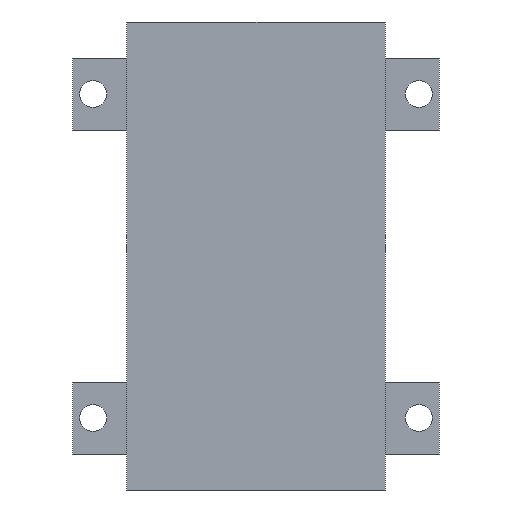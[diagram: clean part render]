
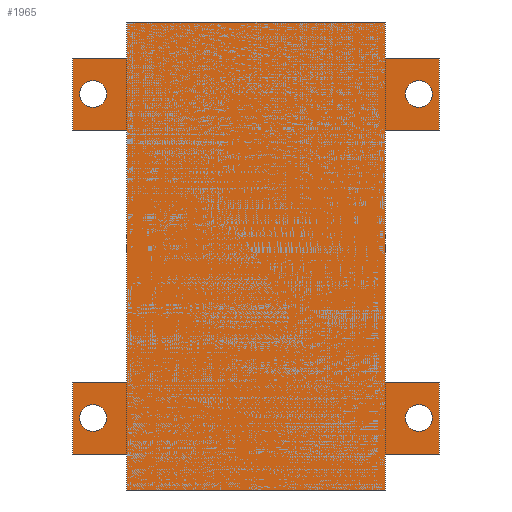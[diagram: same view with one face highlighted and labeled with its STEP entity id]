
A CAD part, front view. The second image highlights one B-rep face of the part: STEP entity #1965.
In plain terms, the highlighted planar face has unit normal (0, -1, 0).
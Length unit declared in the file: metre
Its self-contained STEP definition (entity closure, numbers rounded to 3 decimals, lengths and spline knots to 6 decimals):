
#24=CIRCLE('',#2121,0.0015);
#25=CIRCLE('',#2122,0.0015);
#26=CIRCLE('',#2123,0.0015);
#27=CIRCLE('',#2124,0.0015);
#173=ORIENTED_EDGE('',*,*,#670,.T.);
#174=ORIENTED_EDGE('',*,*,#701,.F.);
#175=ORIENTED_EDGE('',*,*,#702,.F.);
#176=ORIENTED_EDGE('',*,*,#703,.T.);
#177=ORIENTED_EDGE('',*,*,#678,.T.);
#178=ORIENTED_EDGE('',*,*,#704,.F.);
#179=ORIENTED_EDGE('',*,*,#705,.T.);
#180=ORIENTED_EDGE('',*,*,#706,.T.);
#181=ORIENTED_EDGE('',*,*,#674,.T.);
#182=ORIENTED_EDGE('',*,*,#698,.T.);
#183=ORIENTED_EDGE('',*,*,#682,.F.);
#184=ORIENTED_EDGE('',*,*,#707,.F.);
#185=ORIENTED_EDGE('',*,*,#708,.F.);
#186=ORIENTED_EDGE('',*,*,#709,.T.);
#187=ORIENTED_EDGE('',*,*,#690,.F.);
#188=ORIENTED_EDGE('',*,*,#710,.F.);
#189=ORIENTED_EDGE('',*,*,#711,.T.);
#190=ORIENTED_EDGE('',*,*,#712,.T.);
#191=ORIENTED_EDGE('',*,*,#686,.F.);
#192=ORIENTED_EDGE('',*,*,#699,.F.);
#193=ORIENTED_EDGE('',*,*,#713,.T.);
#194=ORIENTED_EDGE('',*,*,#714,.F.);
#195=ORIENTED_EDGE('',*,*,#715,.T.);
#196=ORIENTED_EDGE('',*,*,#716,.F.);
#670=EDGE_CURVE('',#941,#939,#1142,.T.);
#674=EDGE_CURVE('',#945,#944,#1146,.T.);
#678=EDGE_CURVE('',#949,#948,#1150,.T.);
#682=EDGE_CURVE('',#951,#953,#1154,.T.);
#686=EDGE_CURVE('',#956,#957,#1158,.T.);
#690=EDGE_CURVE('',#960,#961,#1162,.T.);
#698=EDGE_CURVE('',#944,#953,#1170,.T.);
#699=EDGE_CURVE('',#941,#956,#1171,.T.);
#701=EDGE_CURVE('',#967,#939,#1173,.T.);
#702=EDGE_CURVE('',#968,#967,#1174,.T.);
#703=EDGE_CURVE('',#968,#949,#1175,.T.);
#704=EDGE_CURVE('',#969,#948,#1176,.T.);
#705=EDGE_CURVE('',#969,#970,#1177,.T.);
#706=EDGE_CURVE('',#970,#945,#1178,.T.);
#707=EDGE_CURVE('',#971,#951,#1179,.T.);
#708=EDGE_CURVE('',#972,#971,#1180,.T.);
#709=EDGE_CURVE('',#972,#961,#1181,.T.);
#710=EDGE_CURVE('',#973,#960,#1182,.T.);
#711=EDGE_CURVE('',#973,#974,#1183,.T.);
#712=EDGE_CURVE('',#974,#957,#1184,.T.);
#713=EDGE_CURVE('',#975,#975,#24,.F.);
#714=EDGE_CURVE('',#976,#976,#25,.F.);
#715=EDGE_CURVE('',#977,#977,#26,.F.);
#716=EDGE_CURVE('',#978,#978,#27,.F.);
#939=VERTEX_POINT('',#2864);
#941=VERTEX_POINT('',#2867);
#944=VERTEX_POINT('',#2873);
#945=VERTEX_POINT('',#2875);
#948=VERTEX_POINT('',#2881);
#949=VERTEX_POINT('',#2883);
#951=VERTEX_POINT('',#2889);
#953=VERTEX_POINT('',#2892);
#956=VERTEX_POINT('',#2898);
#957=VERTEX_POINT('',#2900);
#960=VERTEX_POINT('',#2906);
#961=VERTEX_POINT('',#2908);
#967=VERTEX_POINT('',#2928);
#968=VERTEX_POINT('',#2930);
#969=VERTEX_POINT('',#2933);
#970=VERTEX_POINT('',#2935);
#971=VERTEX_POINT('',#2938);
#972=VERTEX_POINT('',#2940);
#973=VERTEX_POINT('',#2943);
#974=VERTEX_POINT('',#2945);
#975=VERTEX_POINT('',#2948);
#976=VERTEX_POINT('',#2950);
#977=VERTEX_POINT('',#2952);
#978=VERTEX_POINT('',#2954);
#1142=LINE('',#2866,#1400);
#1146=LINE('',#2874,#1404);
#1150=LINE('',#2882,#1408);
#1154=LINE('',#2891,#1412);
#1158=LINE('',#2899,#1416);
#1162=LINE('',#2907,#1420);
#1170=LINE('',#2922,#1428);
#1171=LINE('',#2924,#1429);
#1173=LINE('',#2927,#1431);
#1174=LINE('',#2929,#1432);
#1175=LINE('',#2931,#1433);
#1176=LINE('',#2932,#1434);
#1177=LINE('',#2934,#1435);
#1178=LINE('',#2936,#1436);
#1179=LINE('',#2937,#1437);
#1180=LINE('',#2939,#1438);
#1181=LINE('',#2941,#1439);
#1182=LINE('',#2942,#1440);
#1183=LINE('',#2944,#1441);
#1184=LINE('',#2946,#1442);
#1400=VECTOR('',#2319,1.);
#1404=VECTOR('',#2323,1.);
#1408=VECTOR('',#2327,1.);
#1412=VECTOR('',#2333,1.);
#1416=VECTOR('',#2337,1.);
#1420=VECTOR('',#2341,1.);
#1428=VECTOR('',#2351,1.);
#1429=VECTOR('',#2354,1.);
#1431=VECTOR('',#2358,1.);
#1432=VECTOR('',#2359,1.);
#1433=VECTOR('',#2360,1.);
#1434=VECTOR('',#2361,1.);
#1435=VECTOR('',#2362,1.);
#1436=VECTOR('',#2363,1.);
#1437=VECTOR('',#2364,1.);
#1438=VECTOR('',#2365,1.);
#1439=VECTOR('',#2366,1.);
#1440=VECTOR('',#2367,1.);
#1441=VECTOR('',#2368,1.);
#1442=VECTOR('',#2369,1.);
#1627=EDGE_LOOP('',(#173,#174,#175,#176,#177,#178,#179,#180,#181,#182,#183,
#184,#185,#186,#187,#188,#189,#190,#191,#192));
#1628=EDGE_LOOP('',(#193));
#1629=EDGE_LOOP('',(#194));
#1630=EDGE_LOOP('',(#195));
#1631=EDGE_LOOP('',(#196));
#1749=FACE_BOUND('',#1627,.T.);
#1750=FACE_BOUND('',#1628,.T.);
#1751=FACE_BOUND('',#1629,.T.);
#1752=FACE_BOUND('',#1630,.T.);
#1753=FACE_BOUND('',#1631,.T.);
#1871=PLANE('',#2120);
#1965=ADVANCED_FACE('',(#1749,#1750,#1751,#1752,#1753),#1871,.F.);
#2120=AXIS2_PLACEMENT_3D('',#2926,#2356,#2357);
#2121=AXIS2_PLACEMENT_3D('',#2947,#2370,#2371);
#2122=AXIS2_PLACEMENT_3D('',#2949,#2372,#2373);
#2123=AXIS2_PLACEMENT_3D('',#2951,#2374,#2375);
#2124=AXIS2_PLACEMENT_3D('',#2953,#2376,#2377);
#2319=DIRECTION('',(0.,0.,1.));
#2323=DIRECTION('',(0.,0.,1.));
#2327=DIRECTION('',(0.,0.,1.));
#2333=DIRECTION('',(0.,0.,1.));
#2337=DIRECTION('',(0.,0.,1.));
#2341=DIRECTION('',(0.,0.,1.));
#2351=DIRECTION('',(-1.,0.,0.));
#2354=DIRECTION('',(-1.,0.,0.));
#2356=DIRECTION('',(0.,1.,0.));
#2357=DIRECTION('',(1.,0.,0.));
#2358=DIRECTION('',(-1.,0.,0.));
#2359=DIRECTION('',(0.,0.,-1.));
#2360=DIRECTION('',(-1.,0.,0.));
#2361=DIRECTION('',(-1.,0.,0.));
#2362=DIRECTION('',(0.,0.,1.));
#2363=DIRECTION('',(-1.,0.,0.));
#2364=DIRECTION('',(1.,0.,0.));
#2365=DIRECTION('',(0.,0.,1.));
#2366=DIRECTION('',(1.,0.,0.));
#2367=DIRECTION('',(1.,0.,0.));
#2368=DIRECTION('',(0.,0.,-1.));
#2369=DIRECTION('',(1.,0.,0.));
#2370=DIRECTION('',(0.,-1.,0.));
#2371=DIRECTION('',(1.,0.,0.));
#2372=DIRECTION('',(0.,1.,0.));
#2373=DIRECTION('',(1.,0.,0.));
#2374=DIRECTION('',(0.,-1.,0.));
#2375=DIRECTION('',(-1.,0.,0.));
#2376=DIRECTION('',(0.,1.,0.));
#2377=DIRECTION('',(-1.,0.,0.));
#2864=CARTESIAN_POINT('',(0.01435,0.,-0.022));
#2866=CARTESIAN_POINT('',(0.01435,0.,0.));
#2867=CARTESIAN_POINT('',(0.01435,0.,-0.026));
#2873=CARTESIAN_POINT('',(0.01435,0.,0.026));
#2874=CARTESIAN_POINT('',(0.01435,0.,0.));
#2875=CARTESIAN_POINT('',(0.01435,0.,0.022));
#2881=CARTESIAN_POINT('',(0.01435,0.,0.014));
#2882=CARTESIAN_POINT('',(0.01435,0.,0.));
#2883=CARTESIAN_POINT('',(0.01435,0.,-0.014));
#2889=CARTESIAN_POINT('',(-0.01435,0.,0.022));
#2891=CARTESIAN_POINT('',(-0.01435,0.,0.));
#2892=CARTESIAN_POINT('',(-0.01435,0.,0.026));
#2898=CARTESIAN_POINT('',(-0.01435,0.,-0.026));
#2899=CARTESIAN_POINT('',(-0.01435,0.,0.));
#2900=CARTESIAN_POINT('',(-0.01435,0.,-0.022));
#2906=CARTESIAN_POINT('',(-0.01435,0.,-0.014));
#2907=CARTESIAN_POINT('',(-0.01435,0.,0.));
#2908=CARTESIAN_POINT('',(-0.01435,0.,0.014));
#2922=CARTESIAN_POINT('',(0.,0.,0.026));
#2924=CARTESIAN_POINT('',(0.,0.,-0.026));
#2926=CARTESIAN_POINT('',(0.,0.,0.));
#2927=CARTESIAN_POINT('',(0.02035,0.,-0.022));
#2928=CARTESIAN_POINT('',(0.02035,0.,-0.022));
#2929=CARTESIAN_POINT('',(0.02035,0.,0.));
#2930=CARTESIAN_POINT('',(0.02035,0.,-0.014));
#2931=CARTESIAN_POINT('',(0.02035,0.,-0.014));
#2932=CARTESIAN_POINT('',(0.02035,0.,0.014));
#2933=CARTESIAN_POINT('',(0.02035,0.,0.014));
#2934=CARTESIAN_POINT('',(0.02035,0.,0.));
#2935=CARTESIAN_POINT('',(0.02035,0.,0.022));
#2936=CARTESIAN_POINT('',(0.02035,0.,0.022));
#2937=CARTESIAN_POINT('',(-0.02035,0.,0.022));
#2938=CARTESIAN_POINT('',(-0.02035,0.,0.022));
#2939=CARTESIAN_POINT('',(-0.02035,0.,0.));
#2940=CARTESIAN_POINT('',(-0.02035,0.,0.014));
#2941=CARTESIAN_POINT('',(-0.02035,0.,0.014));
#2942=CARTESIAN_POINT('',(-0.02035,0.,-0.014));
#2943=CARTESIAN_POINT('',(-0.02035,0.,-0.014));
#2944=CARTESIAN_POINT('',(-0.02035,0.,0.));
#2945=CARTESIAN_POINT('',(-0.02035,0.,-0.022));
#2946=CARTESIAN_POINT('',(-0.02035,0.,-0.022));
#2947=CARTESIAN_POINT('',(-0.0181,0.,-0.018));
#2948=CARTESIAN_POINT('',(-0.0166,0.,-0.018));
#2949=CARTESIAN_POINT('',(-0.0181,0.,0.018));
#2950=CARTESIAN_POINT('',(-0.0166,0.,0.018));
#2951=CARTESIAN_POINT('',(0.0181,0.,0.018));
#2952=CARTESIAN_POINT('',(0.0166,0.,0.018));
#2953=CARTESIAN_POINT('',(0.0181,0.,-0.018));
#2954=CARTESIAN_POINT('',(0.0166,0.,-0.018));
